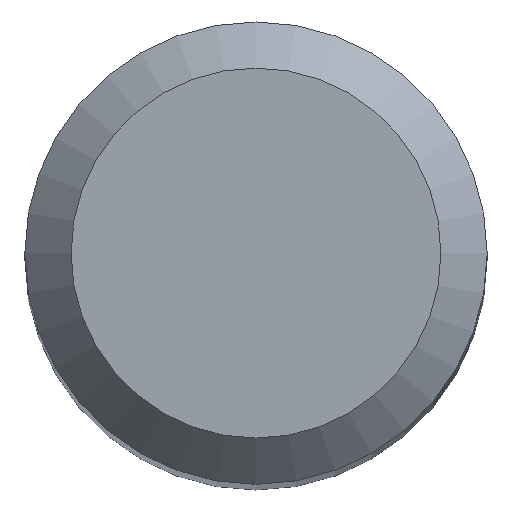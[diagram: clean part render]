
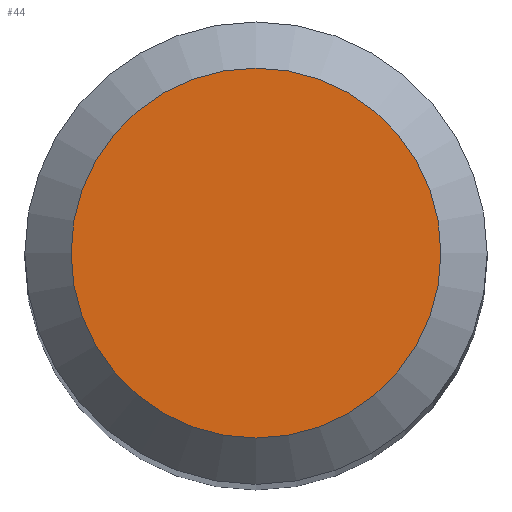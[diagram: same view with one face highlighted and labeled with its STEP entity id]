
A CAD part, top view. The second image highlights one B-rep face of the part: STEP entity #44.
In plain terms, the highlighted planar face has unit normal (0, 0, 1).
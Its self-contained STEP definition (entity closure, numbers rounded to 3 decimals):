
#2 = CIRCLE ( 'NONE', #86, 2.4 ) ;
#44 = ADVANCED_FACE ( 'NONE', ( #175 ), #77, .F. ) ;
#51 = EDGE_CURVE ( 'NONE', #197, #197, #2, .T. ) ;
#52 = CARTESIAN_POINT ( 'NONE',  ( 0., 0., 55. ) ) ;
#77 = PLANE ( 'NONE',  #90 ) ;
#85 = DIRECTION ( 'NONE',  ( 0., 0., -1. ) ) ;
#86 = AXIS2_PLACEMENT_3D ( 'NONE', #52, #195, #95 ) ;
#90 = AXIS2_PLACEMENT_3D ( 'NONE', #192, #85, #137 ) ;
#95 = DIRECTION ( 'NONE',  ( 0., -1., 0. ) ) ;
#137 = DIRECTION ( 'NONE',  ( 0., 1., 0. ) ) ;
#175 = FACE_OUTER_BOUND ( 'NONE', #223, .T. ) ;
#192 = CARTESIAN_POINT ( 'NONE',  ( 0., 0., 55. ) ) ;
#195 = DIRECTION ( 'NONE',  ( 0., 0., 1. ) ) ;
#197 = VERTEX_POINT ( 'NONE', #258 ) ;
#223 = EDGE_LOOP ( 'NONE', ( #247 ) ) ;
#247 = ORIENTED_EDGE ( 'NONE', *, *, #51, .T. ) ;
#258 = CARTESIAN_POINT ( 'NONE',  ( 0., -2.4, 55. ) ) ;
